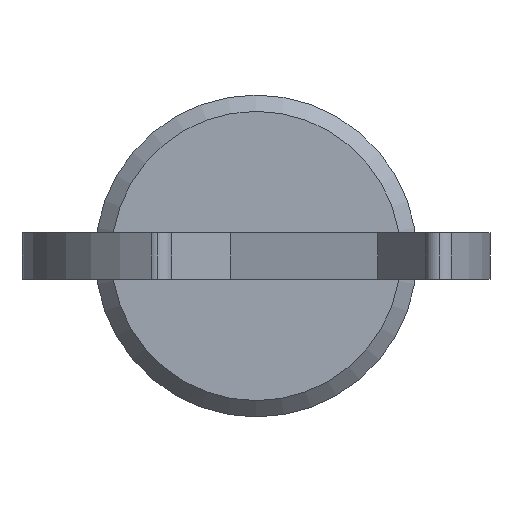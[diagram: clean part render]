
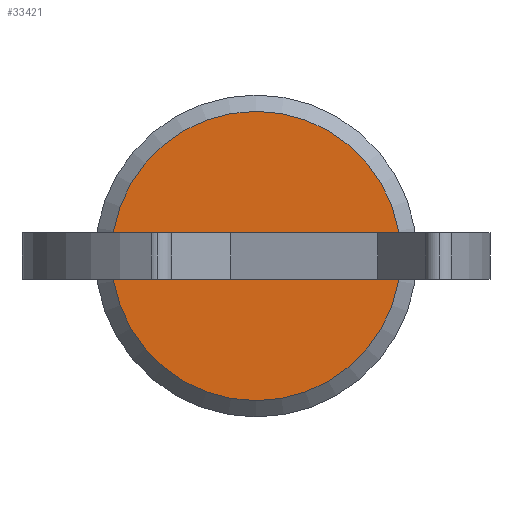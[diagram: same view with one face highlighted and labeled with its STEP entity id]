
A CAD part, left-side view. The second image highlights one B-rep face of the part: STEP entity #33421.
In plain terms, the highlighted planar face has unit normal (-1, 0, 0).
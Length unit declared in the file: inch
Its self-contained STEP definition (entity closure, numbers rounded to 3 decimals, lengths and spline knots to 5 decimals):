
#913 = VECTOR ( 'NONE', #34603, 39.37008 ) ;
#1399 = VERTEX_POINT ( 'NONE', #8740 ) ;
#2198 = AXIS2_PLACEMENT_3D ( 'NONE', #14723, #14596, #33681 ) ;
#2704 = AXIS2_PLACEMENT_3D ( 'NONE', #6584, #14882, #9264 ) ;
#2963 = FACE_OUTER_BOUND ( 'NONE', #26149, .T. ) ;
#3074 = DIRECTION ( 'NONE',  ( 0., 1., 0. ) ) ;
#4697 = VERTEX_POINT ( 'NONE', #14625 ) ;
#5880 = LINE ( 'NONE', #26147, #34080 ) ;
#6584 = CARTESIAN_POINT ( 'NONE',  ( 0., 0., 0. ) ) ;
#6877 = EDGE_CURVE ( 'NONE', #26220, #4697, #5880, .T. ) ;
#7271 = ORIENTED_EDGE ( 'NONE', *, *, #30333, .T. ) ;
#7616 = CARTESIAN_POINT ( 'NONE',  ( 0., 0., 0. ) ) ;
#8119 = ORIENTED_EDGE ( 'NONE', *, *, #17345, .F. ) ;
#8170 = VECTOR ( 'NONE', #23062, 39.37008 ) ;
#8740 = CARTESIAN_POINT ( 'NONE',  ( 0., -0.30888, 0. ) ) ;
#8755 = VERTEX_POINT ( 'NONE', #16908 ) ;
#8817 = CARTESIAN_POINT ( 'NONE',  ( 0., 0.2451, 0.05 ) ) ;
#9264 = DIRECTION ( 'NONE',  ( 0., -1., 0. ) ) ;
#11003 = AXIS2_PLACEMENT_3D ( 'NONE', #7616, #26785, #24130 ) ;
#11224 = CIRCLE ( 'NONE', #2704, 0.30888 ) ;
#12172 = CARTESIAN_POINT ( 'NONE',  ( 0., 0.2451, 0.05 ) ) ;
#12810 = CARTESIAN_POINT ( 'NONE',  ( 0., 0.2451, 0.05 ) ) ;
#13329 = ORIENTED_EDGE ( 'NONE', *, *, #29780, .T. ) ;
#13653 = VERTEX_POINT ( 'NONE', #12172 ) ;
#14553 = FACE_BOUND ( 'NONE', #32073, .T. ) ;
#14596 = DIRECTION ( 'NONE',  ( -1., 0., 0. ) ) ;
#14624 = LINE ( 'NONE', #12810, #913 ) ;
#14625 = CARTESIAN_POINT ( 'NONE',  ( 0., 0.2451, -0.05 ) ) ;
#14723 = CARTESIAN_POINT ( 'NONE',  ( 0., 0., 0. ) ) ;
#14882 = DIRECTION ( 'NONE',  ( -1., 0., 0. ) ) ;
#16847 = CIRCLE ( 'NONE', #2198, 0.30888 ) ;
#16908 = CARTESIAN_POINT ( 'NONE',  ( 0., 0.30888, 0. ) ) ;
#17345 = EDGE_CURVE ( 'NONE', #13653, #4697, #14624, .T. ) ;
#17978 = DIRECTION ( 'NONE',  ( 0., 1., 0. ) ) ;
#18082 = LINE ( 'NONE', #8817, #33909 ) ;
#23055 = CARTESIAN_POINT ( 'NONE',  ( 0., -0.2451, 0.05 ) ) ;
#23062 = DIRECTION ( 'NONE',  ( 0., 0., -1. ) ) ;
#23448 = ORIENTED_EDGE ( 'NONE', *, *, #25503, .T. ) ;
#24130 = DIRECTION ( 'NONE',  ( 0., 1., 0. ) ) ;
#25503 = EDGE_CURVE ( 'NONE', #8755, #1399, #16847, .T. ) ;
#25940 = CARTESIAN_POINT ( 'NONE',  ( 0., -0.2451, 0.05 ) ) ;
#26147 = CARTESIAN_POINT ( 'NONE',  ( 0., 0.2451, -0.05 ) ) ;
#26149 = EDGE_LOOP ( 'NONE', ( #23448, #13329 ) ) ;
#26220 = VERTEX_POINT ( 'NONE', #26847 ) ;
#26785 = DIRECTION ( 'NONE',  ( 1., 0., 0. ) ) ;
#26818 = VERTEX_POINT ( 'NONE', #23055 ) ;
#26847 = CARTESIAN_POINT ( 'NONE',  ( 0., -0.2451, -0.05 ) ) ;
#26902 = ORIENTED_EDGE ( 'NONE', *, *, #6877, .T. ) ;
#27743 = EDGE_CURVE ( 'NONE', #26818, #13653, #18082, .T. ) ;
#29529 = ORIENTED_EDGE ( 'NONE', *, *, #27743, .F. ) ;
#29780 = EDGE_CURVE ( 'NONE', #1399, #8755, #11224, .T. ) ;
#30012 = LINE ( 'NONE', #25940, #8170 ) ;
#30333 = EDGE_CURVE ( 'NONE', #26818, #26220, #30012, .T. ) ;
#32073 = EDGE_LOOP ( 'NONE', ( #7271, #26902, #8119, #29529 ) ) ;
#32471 = PLANE ( 'NONE',  #11003 ) ;
#33421 = ADVANCED_FACE ( 'NONE', ( #14553, #2963 ), #32471, .F. ) ;
#33681 = DIRECTION ( 'NONE',  ( 0., -1., 0. ) ) ;
#33909 = VECTOR ( 'NONE', #3074, 39.37008 ) ;
#34080 = VECTOR ( 'NONE', #17978, 39.37008 ) ;
#34603 = DIRECTION ( 'NONE',  ( 0., 0., -1. ) ) ;
